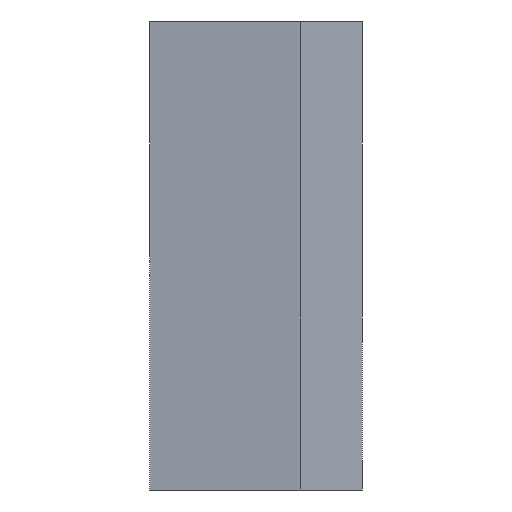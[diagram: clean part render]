
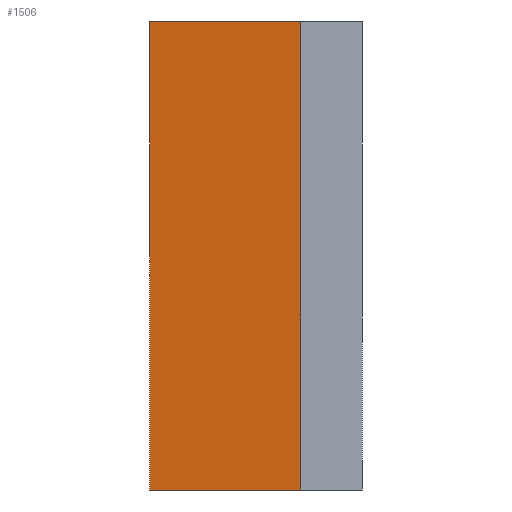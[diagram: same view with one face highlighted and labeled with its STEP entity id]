
A CAD part, left-side view. The second image highlights one B-rep face of the part: STEP entity #1506.
In plain terms, the highlighted planar face has unit normal (-0.993, 0.122, 0).
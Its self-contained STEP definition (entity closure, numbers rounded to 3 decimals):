
#14 = VERTEX_POINT ( 'NONE', #1703 ) ;
#20 = VERTEX_POINT ( 'NONE', #1709 ) ;
#92 = LINE ( 'NONE', #93, #2289 ) ;
#93 = CARTESIAN_POINT ( 'NONE',  ( 3.488, -0.428, 4.95 ) ) ;
#94 = DIRECTION ( 'NONE',  ( -0.122, -0.993, 0. ) ) ;
#143 = LINE ( 'NONE', #144, #2369 ) ;
#144 = CARTESIAN_POINT ( 'NONE',  ( 3.7, 1.3, 4.95 ) ) ;
#145 = DIRECTION ( 'NONE',  ( 0., 0., 1. ) ) ;
#170 = LINE ( 'NONE', #171, #2380 ) ;
#171 = CARTESIAN_POINT ( 'NONE',  ( 4.093, 4.5, -4.951 ) ) ;
#172 = DIRECTION ( 'NONE',  ( 0., 0., 1. ) ) ;
#449 = ORIENTED_EDGE ( 'NONE', *, *, #1382, .F. ) ;
#450 = ORIENTED_EDGE ( 'NONE', *, *, #1356, .F. ) ;
#451 = ORIENTED_EDGE ( 'NONE', *, *, #1373, .T. ) ;
#726 = PLANE ( 'NONE',  #2147 ) ;
#727 = CARTESIAN_POINT ( 'NONE',  ( 3.488, -0.428, -4.951 ) ) ;
#728 = DIRECTION ( 'NONE',  ( -0.993, 0.122, 0. ) ) ;
#729 = DIRECTION ( 'NONE',  ( -0.122, -0.993, 0. ) ) ;
#937 = LINE ( 'NONE', #938, #2418 ) ;
#938 = CARTESIAN_POINT ( 'NONE',  ( 3.488, -0.428, -4.95 ) ) ;
#939 = DIRECTION ( 'NONE',  ( 0.122, 0.993, 0. ) ) ;
#1013 = CARTESIAN_POINT ( 'NONE',  ( 3.7, 1.3, -4.95 ) ) ;
#1022 = CARTESIAN_POINT ( 'NONE',  ( 4.093, 4.5, 4.95 ) ) ;
#1278 = EDGE_LOOP ( 'NONE', ( #451, #450, #449, #1632 ) ) ;
#1356 = EDGE_CURVE ( 'NONE', #1618, #14, #92, .T. ) ;
#1373 = EDGE_CURVE ( 'NONE', #1603, #14, #143, .T. ) ;
#1382 = EDGE_CURVE ( 'NONE', #20, #1618, #170, .T. ) ;
#1506 = ADVANCED_FACE ( 'NONE', ( #2144 ), #726, .T. ) ;
#1560 = EDGE_CURVE ( 'NONE', #1603, #20, #937, .T. ) ;
#1603 = VERTEX_POINT ( 'NONE', #1013 ) ;
#1618 = VERTEX_POINT ( 'NONE', #1022 ) ;
#1632 = ORIENTED_EDGE ( 'NONE', *, *, #1560, .F. ) ;
#1703 = CARTESIAN_POINT ( 'NONE',  ( 3.7, 1.3, 4.95 ) ) ;
#1709 = CARTESIAN_POINT ( 'NONE',  ( 4.093, 4.5, -4.95 ) ) ;
#2144 = FACE_OUTER_BOUND ( 'NONE', #1278, .T. ) ;
#2147 = AXIS2_PLACEMENT_3D ( 'NONE', #727, #728, #729 ) ;
#2289 = VECTOR ( 'NONE', #94, 1000. ) ;
#2369 = VECTOR ( 'NONE', #145, 1000. ) ;
#2380 = VECTOR ( 'NONE', #172, 1000. ) ;
#2418 = VECTOR ( 'NONE', #939, 1000. ) ;
